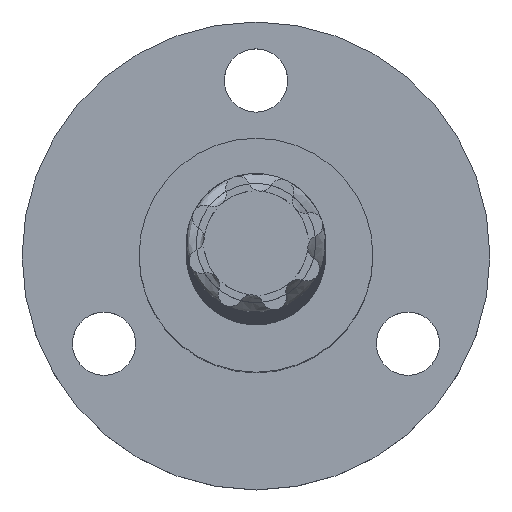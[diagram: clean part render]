
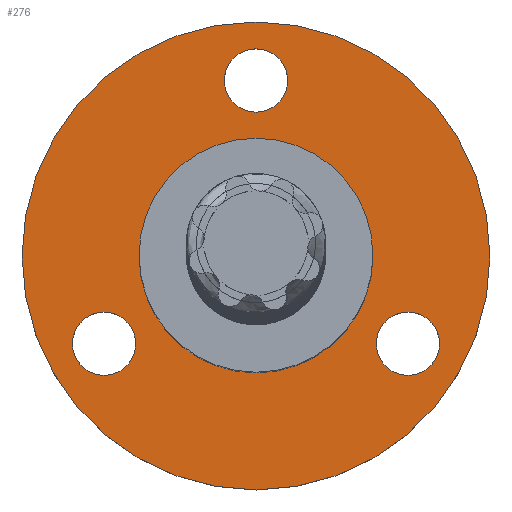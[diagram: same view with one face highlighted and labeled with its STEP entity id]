
A CAD part, top view. The second image highlights one B-rep face of the part: STEP entity #276.
In plain terms, the highlighted planar face has unit normal (0, 0, 1).
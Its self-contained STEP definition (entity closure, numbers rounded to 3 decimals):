
#112=CARTESIAN_POINT('',(13.662,-4.911,4.775));
#113=VERTEX_POINT('',#112);
#114=CARTESIAN_POINT('',(12.373,-7.144,4.775));
#115=DIRECTION('',(0.0,0.0,-1.0));
#116=DIRECTION('',(-0.5,-0.866,0.0));
#117=AXIS2_PLACEMENT_3D('',#114,#115,#116);
#118=CIRCLE('',#117,2.578);
#119=EDGE_CURVE('',#113,#113,#118,.T.);
#140=CARTESIAN_POINT('',(-11.084,-9.376,4.775));
#141=VERTEX_POINT('',#140);
#142=CARTESIAN_POINT('',(-12.373,-7.144,4.775));
#143=DIRECTION('',(0.0,0.0,-1.0));
#144=DIRECTION('',(-0.5,0.866,0.0));
#145=AXIS2_PLACEMENT_3D('',#142,#143,#144);
#146=CIRCLE('',#145,2.578);
#147=EDGE_CURVE('',#141,#141,#146,.T.);
#168=CARTESIAN_POINT('',(-2.578,14.288,4.775));
#169=VERTEX_POINT('',#168);
#170=CARTESIAN_POINT('',(0.0,14.288,4.775));
#171=DIRECTION('',(0.0,0.0,-1.0));
#172=DIRECTION('',(1.0,0.0,0.0));
#173=AXIS2_PLACEMENT_3D('',#170,#171,#172);
#174=CIRCLE('',#173,2.578);
#175=EDGE_CURVE('',#169,#169,#174,.T.);
#207=CARTESIAN_POINT('',(-9.525,0.,4.775));
#208=VERTEX_POINT('',#207);
#209=CARTESIAN_POINT('',(0.0,0.0,4.775));
#210=DIRECTION('',(0.0,0.0,-1.0));
#211=DIRECTION('',(1.0,0.0,0.0));
#212=AXIS2_PLACEMENT_3D('',#209,#210,#211);
#213=CIRCLE('',#212,9.525);
#214=EDGE_CURVE('',#208,#208,#213,.T.);
#233=CARTESIAN_POINT('',(19.05,0.,4.775));
#234=VERTEX_POINT('',#233);
#235=CARTESIAN_POINT('',(0.0,0.0,4.775));
#236=DIRECTION('',(0.0,0.0,1.0));
#237=DIRECTION('',(-1.0,0.0,0.0));
#238=AXIS2_PLACEMENT_3D('',#235,#236,#237);
#239=CIRCLE('',#238,19.05);
#240=EDGE_CURVE('',#234,#234,#239,.T.);
#256=CARTESIAN_POINT('',(0.,0.,4.775));
#257=DIRECTION('',(0.0,0.0,1.0));
#258=DIRECTION('',(1.0,0.0,0.0));
#259=AXIS2_PLACEMENT_3D('',#256,#257,#258);
#260=PLANE('',#259);
#261=ORIENTED_EDGE('',*,*,#240,.T.);
#262=EDGE_LOOP('',(#261));
#263=FACE_OUTER_BOUND('',#262,.T.);
#264=ORIENTED_EDGE('',*,*,#119,.T.);
#265=EDGE_LOOP('',(#264));
#266=FACE_BOUND('',#265,.T.);
#267=ORIENTED_EDGE('',*,*,#147,.T.);
#268=EDGE_LOOP('',(#267));
#269=FACE_BOUND('',#268,.T.);
#270=ORIENTED_EDGE('',*,*,#175,.T.);
#271=EDGE_LOOP('',(#270));
#272=FACE_BOUND('',#271,.T.);
#273=ORIENTED_EDGE('',*,*,#214,.T.);
#274=EDGE_LOOP('',(#273));
#275=FACE_BOUND('',#274,.T.);
#276=ADVANCED_FACE('',(#263,#266,#269,#272,#275),#260,.T.);
